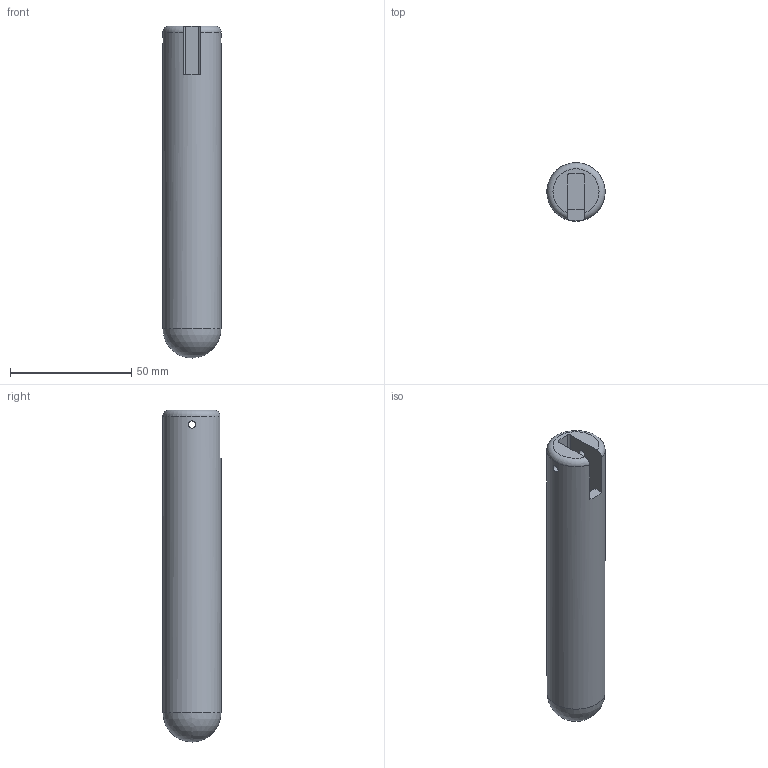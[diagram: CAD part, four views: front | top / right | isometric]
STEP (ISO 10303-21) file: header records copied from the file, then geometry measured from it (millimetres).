
FILE_DESCRIPTION(/* description */ (''),/* implementation_level */ '2;1');
FILE_NAME(/* name */ 'Poignee Frein Fauteuil Roulant Sans Creux autour v2.step',/* time_stamp */ '2022-11-09T09:55:15+01:00',/* author */ (''),/* organization */ (''),/* preprocessor_version */ 'ST-DEVELOPER v19.2',/* originating_system */ 'Autodesk Translation Framework v11.17.0.187',/* authorisation */ '');
FILE_SCHEMA (('AUTOMOTIVE_DESIGN { 1 0 10303 214 3 1 1 }'));
Length unit declared in the file: millimetre
Products named in the file (1): Poignee Frein Fauteuil Roulant Sans Creux autour
Bounding box: 24 x 24 x 137 mm (x, y, z)
Volume: 54647.8 mm3; surface area: 12652.6 mm2
Topology: 1 solids, 1 shells, 14 faces, 42 edges, 28 vertices
Faces by surface type: plane 7, cylinder 5, torus 1, sphere 1
Full cylindrical faces by diameter (mm): 3 x2, 24 x1
Entity records: 587 total; most frequent: CARTESIAN_POINT 171, ORIENTED_EDGE 82, DIRECTION 76, EDGE_CURVE 41, VERTEX_POINT 28, AXIS2_PLACEMENT_3D 27, LINE 22, VECTOR 22
